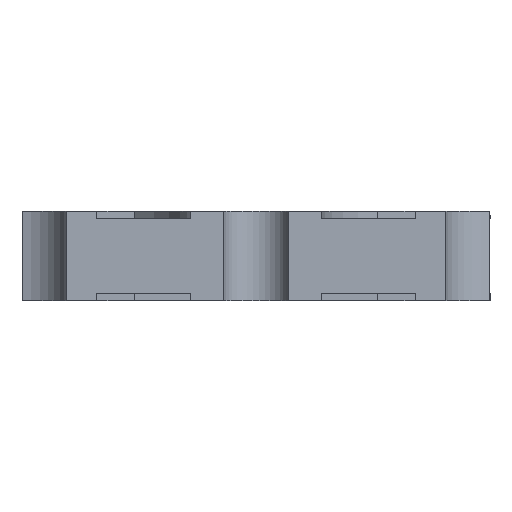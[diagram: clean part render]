
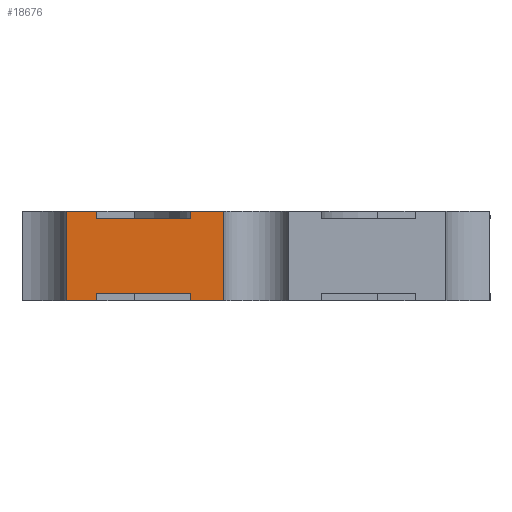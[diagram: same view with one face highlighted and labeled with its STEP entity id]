
A CAD part, left-side view. The second image highlights one B-rep face of the part: STEP entity #18676.
In plain terms, the highlighted planar face has unit normal (-1, 0, 0).
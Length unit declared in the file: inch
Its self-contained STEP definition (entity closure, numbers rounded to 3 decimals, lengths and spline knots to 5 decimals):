
#107 = ORIENTED_EDGE ( 'NONE', *, *, #20513, .F. ) ;
#251 = VECTOR ( 'NONE', #17287, 39.37008 ) ;
#273 = EDGE_CURVE ( 'NONE', #2027, #6201, #24334, .T. ) ;
#403 = CARTESIAN_POINT ( 'NONE',  ( -0.1, 0.00865, 0. ) ) ;
#524 = DIRECTION ( 'NONE',  ( 0., 1., 0. ) ) ;
#608 = EDGE_CURVE ( 'NONE', #16017, #7947, #4617, .T. ) ;
#1128 = CARTESIAN_POINT ( 'NONE',  ( -0.1, 0., 0.024 ) ) ;
#1981 = CARTESIAN_POINT ( 'NONE',  ( -0.1, 0., 0.002 ) ) ;
#2027 = VERTEX_POINT ( 'NONE', #9568 ) ;
#2373 = EDGE_CURVE ( 'NONE', #24011, #2776, #25080, .T. ) ;
#2492 = CARTESIAN_POINT ( 'NONE',  ( -0.1, 0.0175, 0.024 ) ) ;
#2776 = VERTEX_POINT ( 'NONE', #403 ) ;
#2825 = ORIENTED_EDGE ( 'NONE', *, *, #15264, .T. ) ;
#3110 = CARTESIAN_POINT ( 'NONE',  ( -0.1, 0., 0.022 ) ) ;
#3239 = VERTEX_POINT ( 'NONE', #13872 ) ;
#3274 = LINE ( 'NONE', #10020, #16031 ) ;
#3468 = ORIENTED_EDGE ( 'NONE', *, *, #2373, .T. ) ;
#3732 = EDGE_CURVE ( 'NONE', #17376, #3239, #21296, .T. ) ;
#3995 = EDGE_CURVE ( 'NONE', #14623, #2027, #11714, .T. ) ;
#4617 = LINE ( 'NONE', #1981, #15296 ) ;
#4620 = VECTOR ( 'NONE', #7294, 39.37008 ) ;
#5400 = DIRECTION ( 'NONE',  ( 0., 1., 0. ) ) ;
#5482 = DIRECTION ( 'NONE',  ( 0., 0., 1. ) ) ;
#6196 = VECTOR ( 'NONE', #16304, 39.37008 ) ;
#6201 = VERTEX_POINT ( 'NONE', #17459 ) ;
#6850 = CARTESIAN_POINT ( 'NONE',  ( -0.1, 0.0175, 0.002 ) ) ;
#7203 = CARTESIAN_POINT ( 'NONE',  ( -0.1, 0.0425, 0.024 ) ) ;
#7294 = DIRECTION ( 'NONE',  ( 0., 0., -1. ) ) ;
#7568 = CARTESIAN_POINT ( 'NONE',  ( -0.1, 0., 0.024 ) ) ;
#7705 = EDGE_CURVE ( 'NONE', #17486, #11172, #21248, .T. ) ;
#7794 = DIRECTION ( 'NONE',  ( 0., -1., 0. ) ) ;
#7947 = VERTEX_POINT ( 'NONE', #6850 ) ;
#8166 = CARTESIAN_POINT ( 'NONE',  ( -0.1, 0., 0.022 ) ) ;
#8326 = LINE ( 'NONE', #23730, #251 ) ;
#8482 = LINE ( 'NONE', #14525, #21852 ) ;
#9484 = LINE ( 'NONE', #7568, #13235 ) ;
#9546 = LINE ( 'NONE', #27439, #10498 ) ;
#9568 = CARTESIAN_POINT ( 'NONE',  ( -0.1, 0.05072, 0. ) ) ;
#10020 = CARTESIAN_POINT ( 'NONE',  ( -0.1, 0.0175, -0.04984 ) ) ;
#10498 = VECTOR ( 'NONE', #11899, 39.37008 ) ;
#11172 = VERTEX_POINT ( 'NONE', #2492 ) ;
#11181 = DIRECTION ( 'NONE',  ( 0., 0., 1. ) ) ;
#11500 = CARTESIAN_POINT ( 'NONE',  ( -0.1, 0.00865, 0.024 ) ) ;
#11601 = CARTESIAN_POINT ( 'NONE',  ( -0.1, -0.0625, 0. ) ) ;
#11620 = ORIENTED_EDGE ( 'NONE', *, *, #3732, .F. ) ;
#11714 = LINE ( 'NONE', #13768, #4620 ) ;
#11899 = DIRECTION ( 'NONE',  ( 0., 0., 1. ) ) ;
#12711 = ORIENTED_EDGE ( 'NONE', *, *, #27388, .T. ) ;
#13184 = DIRECTION ( 'NONE',  ( 0., -1., 0. ) ) ;
#13235 = VECTOR ( 'NONE', #524, 39.37008 ) ;
#13241 = LINE ( 'NONE', #28785, #24612 ) ;
#13768 = CARTESIAN_POINT ( 'NONE',  ( -0.1, 0.05072, 0.06784 ) ) ;
#13872 = CARTESIAN_POINT ( 'NONE',  ( -0.1, 0.0175, 0.022 ) ) ;
#14525 = CARTESIAN_POINT ( 'NONE',  ( -0.1, 0.00865, 0.06784 ) ) ;
#14541 = ORIENTED_EDGE ( 'NONE', *, *, #25376, .F. ) ;
#14623 = VERTEX_POINT ( 'NONE', #15611 ) ;
#15264 = EDGE_CURVE ( 'NONE', #2776, #17486, #8482, .T. ) ;
#15296 = VECTOR ( 'NONE', #24575, 39.37008 ) ;
#15611 = CARTESIAN_POINT ( 'NONE',  ( -0.1, 0.05072, 0.024 ) ) ;
#15825 = CARTESIAN_POINT ( 'NONE',  ( -0.1, 0., 0. ) ) ;
#16017 = VERTEX_POINT ( 'NONE', #21061 ) ;
#16031 = VECTOR ( 'NONE', #5482, 39.37008 ) ;
#16272 = ORIENTED_EDGE ( 'NONE', *, *, #3995, .T. ) ;
#16304 = DIRECTION ( 'NONE',  ( 0., -1., 0. ) ) ;
#17287 = DIRECTION ( 'NONE',  ( 0., 0., 1. ) ) ;
#17376 = VERTEX_POINT ( 'NONE', #26318 ) ;
#17459 = CARTESIAN_POINT ( 'NONE',  ( -0.1, 0.0425, 0. ) ) ;
#17486 = VERTEX_POINT ( 'NONE', #11500 ) ;
#18473 = CARTESIAN_POINT ( 'NONE',  ( -0.1, 0.0175, 0. ) ) ;
#18676 = ADVANCED_FACE ( 'NONE', ( #26511 ), #21678, .F. ) ;
#18756 = ORIENTED_EDGE ( 'NONE', *, *, #23610, .T. ) ;
#18912 = EDGE_CURVE ( 'NONE', #27579, #14623, #9484, .T. ) ;
#20246 = ORIENTED_EDGE ( 'NONE', *, *, #608, .T. ) ;
#20513 = EDGE_CURVE ( 'NONE', #3239, #11172, #3274, .T. ) ;
#21061 = CARTESIAN_POINT ( 'NONE',  ( -0.1, 0.0425, 0.002 ) ) ;
#21248 = LINE ( 'NONE', #1128, #21446 ) ;
#21281 = ORIENTED_EDGE ( 'NONE', *, *, #18912, .T. ) ;
#21296 = LINE ( 'NONE', #3110, #27545 ) ;
#21446 = VECTOR ( 'NONE', #5400, 39.37008 ) ;
#21552 = DIRECTION ( 'NONE',  ( 0., 0., 1. ) ) ;
#21678 = PLANE ( 'NONE',  #23070 ) ;
#21852 = VECTOR ( 'NONE', #21552, 39.37008 ) ;
#23070 = AXIS2_PLACEMENT_3D ( 'NONE', #8166, #26367, #28133 ) ;
#23610 = EDGE_CURVE ( 'NONE', #6201, #16017, #9546, .T. ) ;
#23730 = CARTESIAN_POINT ( 'NONE',  ( -0.1, 0.0175, -0.07184 ) ) ;
#24011 = VERTEX_POINT ( 'NONE', #18473 ) ;
#24106 = ORIENTED_EDGE ( 'NONE', *, *, #273, .T. ) ;
#24334 = LINE ( 'NONE', #15825, #25223 ) ;
#24575 = DIRECTION ( 'NONE',  ( 0., -1., 0. ) ) ;
#24612 = VECTOR ( 'NONE', #11181, 39.37008 ) ;
#25080 = LINE ( 'NONE', #11601, #6196 ) ;
#25223 = VECTOR ( 'NONE', #13184, 39.37008 ) ;
#25376 = EDGE_CURVE ( 'NONE', #24011, #7947, #8326, .T. ) ;
#26318 = CARTESIAN_POINT ( 'NONE',  ( -0.1, 0.0425, 0.022 ) ) ;
#26367 = DIRECTION ( 'NONE',  ( 1., 0., 0. ) ) ;
#26511 = FACE_OUTER_BOUND ( 'NONE', #26523, .T. ) ;
#26523 = EDGE_LOOP ( 'NONE', ( #20246, #14541, #3468, #2825, #27095, #107, #11620, #12711, #21281, #16272, #24106, #18756 ) ) ;
#27095 = ORIENTED_EDGE ( 'NONE', *, *, #7705, .T. ) ;
#27388 = EDGE_CURVE ( 'NONE', #17376, #27579, #13241, .T. ) ;
#27439 = CARTESIAN_POINT ( 'NONE',  ( -0.1, 0.0425, -0.07184 ) ) ;
#27545 = VECTOR ( 'NONE', #7794, 39.37008 ) ;
#27579 = VERTEX_POINT ( 'NONE', #7203 ) ;
#28133 = DIRECTION ( 'NONE',  ( 0., 0., -1. ) ) ;
#28785 = CARTESIAN_POINT ( 'NONE',  ( -0.1, 0.0425, -0.04984 ) ) ;
